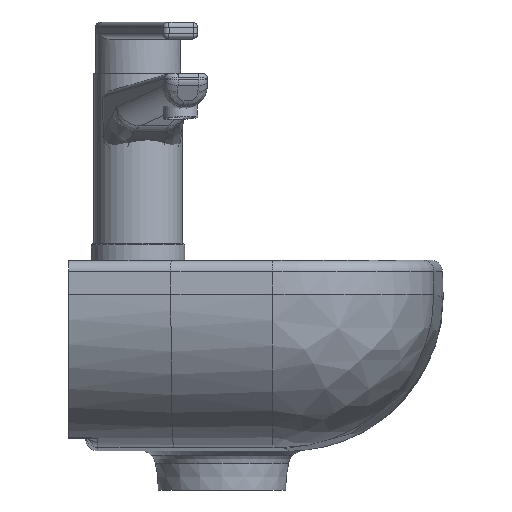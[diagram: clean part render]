
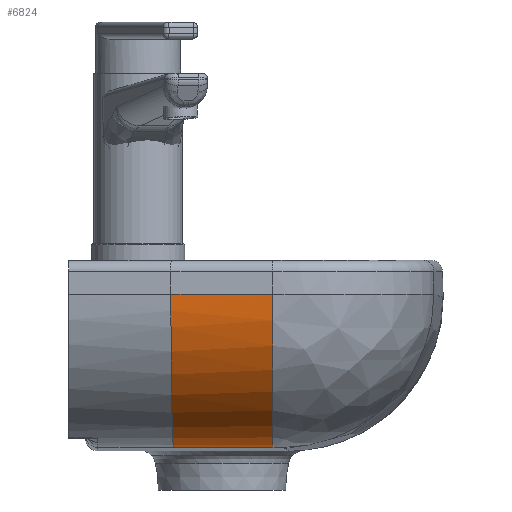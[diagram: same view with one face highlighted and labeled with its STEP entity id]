
A CAD part, left-side view. The second image highlights one B-rep face of the part: STEP entity #6824.
In plain terms, the highlighted cylindrical face has radius 90 mm (diameter 180 mm), a partial arc.
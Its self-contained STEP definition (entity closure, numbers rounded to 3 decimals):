
#1884=CARTESIAN_POINT('',(-161.571,-119.776,-109.936));
#1885=VERTEX_POINT('',#1884);
#1893=CARTESIAN_POINT('',(-161.571,-61.572,-109.936));
#1894=VERTEX_POINT('',#1893);
#1895=CARTESIAN_POINT('',(-161.571,-61.572,-109.936));
#1896=DIRECTION('',(0.0,-1.0,0.0));
#1897=VECTOR('',#1896,58.205);
#1898=LINE('',#1895,#1897);
#1899=EDGE_CURVE('',#1894,#1885,#1898,.T.);
#6385=CARTESIAN_POINT('',(-250.,-60.001,-19.949));
#6386=VERTEX_POINT('',#6385);
#6387=CARTESIAN_POINT('',(-160.,-61.572,-19.949));
#6388=DIRECTION('',(0.017,1.,0.));
#6389=DIRECTION('',(1.,-0.017,-0.017));
#6390=AXIS2_PLACEMENT_3D('',#6387,#6388,#6389);
#6391=ELLIPSE('',#6390,90.014,90.);
#6392=EDGE_CURVE('',#1894,#6386,#6391,.T.);
#6787=CARTESIAN_POINT('',(-250.,-119.776,-19.949));
#6788=VERTEX_POINT('',#6787);
#6789=CARTESIAN_POINT('',(-160.,-119.776,-19.949));
#6790=DIRECTION('',(0.0,-1.0,0.0));
#6791=DIRECTION('',(-1.0,0.0,0.0));
#6792=AXIS2_PLACEMENT_3D('',#6789,#6790,#6791);
#6793=CIRCLE('',#6792,90.0);
#6794=EDGE_CURVE('',#6788,#1885,#6793,.T.);
#6808=CARTESIAN_POINT('',(-160.,-30.,-19.949));
#6809=DIRECTION('',(0.,-1.0,0.));
#6810=DIRECTION('',(-0.713,0.,-0.701));
#6811=AXIS2_PLACEMENT_3D('',#6808,#6809,#6810);
#6812=CYLINDRICAL_SURFACE('',#6811,90.0);
#6813=ORIENTED_EDGE('',*,*,#1899,.T.);
#6814=ORIENTED_EDGE('',*,*,#6794,.F.);
#6815=CARTESIAN_POINT('',(-250.,-119.776,-19.949));
#6816=DIRECTION('',(0.0,1.0,0.0));
#6817=VECTOR('',#6816,59.776);
#6818=LINE('',#6815,#6817);
#6819=EDGE_CURVE('',#6788,#6386,#6818,.T.);
#6820=ORIENTED_EDGE('',*,*,#6819,.T.);
#6821=ORIENTED_EDGE('',*,*,#6392,.F.);
#6822=EDGE_LOOP('',(#6813,#6814,#6820,#6821));
#6823=FACE_OUTER_BOUND('',#6822,.T.);
#6824=ADVANCED_FACE('',(#6823),#6812,.T.);
